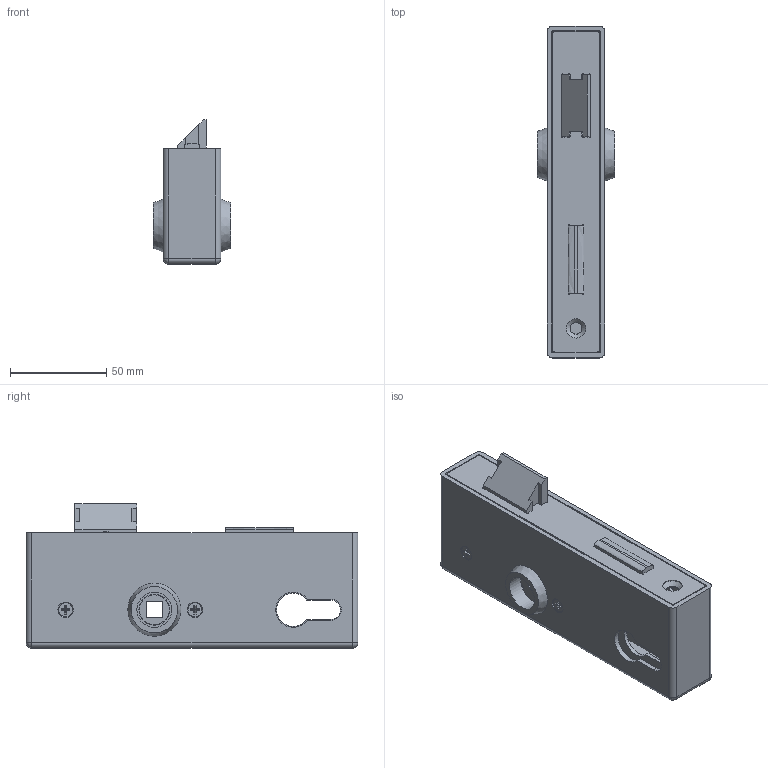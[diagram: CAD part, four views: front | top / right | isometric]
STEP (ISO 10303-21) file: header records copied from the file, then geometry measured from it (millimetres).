
FILE_DESCRIPTION (( 'STEP AP203' ), '1' );
FILE_NAME ('59100-ST.step', '2023-11-29T09:20:13', ( '' ), ( '' ), 'SwSTEP 2.0', 'SolidWorks 2018', '' );
FILE_SCHEMA (( 'CONFIG_CONTROL_DESIGN' ));
Length unit declared in the file: millimetre
Products named in the file (8): Schlosskasten Teil6 Konfig_59100-240 Teil6; Schlosskasten Teil1 Konfig_59100-240 Teil1; Schlosskasten Teil2 Konfig_59100-240 Teil2; Schlosskasten Teil4 Konfig_59XXX-240 Teil4; 59100-ST; Schlosskasten Teil3 Konfig_59XXX-240 Teil3; Schlosskasten Teil5 Konfig_59XXX-240 Teil5; DIN 965_DIN 965 M4x10
Assembly tree (11 placements, depth 2):
  59100-ST
    Schlosskasten Teil1 Konfig_59100-240 Teil1
    Schlosskasten Teil2 Konfig_59100-240 Teil2
    Schlosskasten Teil3 Konfig_59XXX-240 Teil3
    Schlosskasten Teil4 Konfig_59XXX-240 Teil4
    Schlosskasten Teil5 Konfig_59XXX-240 Teil5
    DIN 965_DIN 965 M4x10  x4
    Schlosskasten Teil6 Konfig_59100-240 Teil6  x2
Bounding box: 40 x 172 x 75 mm (x, y, z)
Volume: 118745.9 mm3; surface area: 107830 mm2
Topology: 15 solids, 15 shells, 366 faces, 952 edges, 617 vertices
Faces by surface type: plane 210, cylinder 117, cone 29, sphere 8, bspline 2
Full cylindrical faces by diameter (mm): 3.3 x4, 3.5 x10, 3.6 x4, 4 x4, 4.3 x4, 6 x1, 7.2 x4, 8 x8, 10 x1, 15.5 x2, 16 x2, 17 x1, 18.15 x2, 20 x2, 20.5 x2
Entity records: 10001 total; most frequent: CARTESIAN_POINT 1732, DIRECTION 1533, ORIENTED_EDGE 1408, EDGE_CURVE 704, AXIS2_PLACEMENT_3D 532, VERTEX_POINT 491, LINE 469, VECTOR 469
